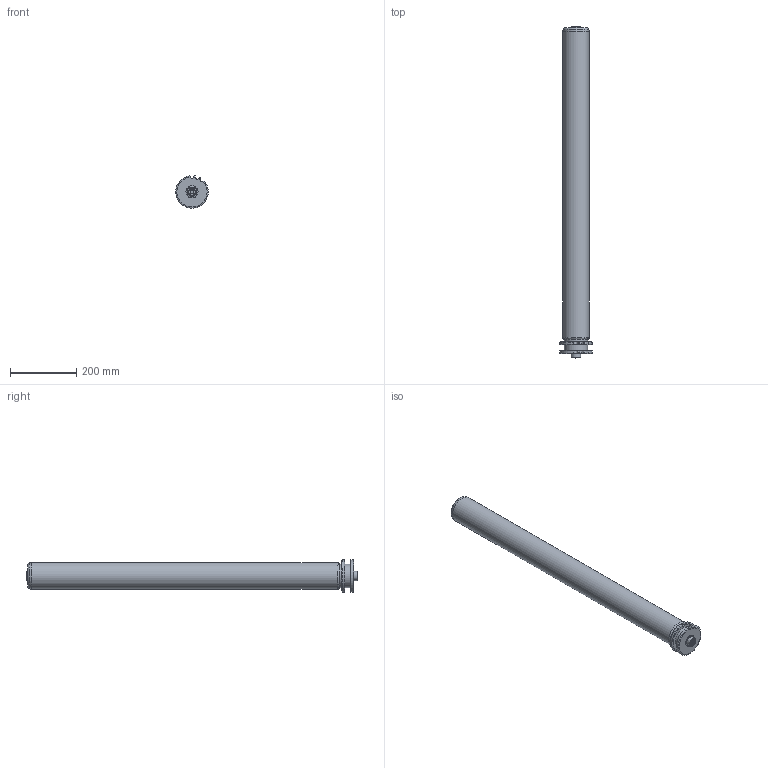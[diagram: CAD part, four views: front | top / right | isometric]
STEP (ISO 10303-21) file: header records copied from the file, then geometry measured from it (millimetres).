
FILE_DESCRIPTION(/* description */ (''),/* implementation_level */ '2;1');
FILE_NAME(/* name */ 'Interroll_R163447_DE10_CR3950_Roller_Series.step',/* time_stamp */ '2019-06-09T14:19:52+02:00',/* author */ ('partner.cideon'),/* organization */ (''),/* preprocessor_version */ 'ST-DEVELOPER v15.6',/* originating_system */ 'Autodesk Inventor 2015',/* authorisation */ '');
FILE_SCHEMA (('AUTOMOTIVE_DESIGN { 1 0 10303 214 3 1 1 }'));
Length unit declared in the file: millimetre
Products named in the file (6): CRxxxx_Tube; CR3950_Sprocket_Steel; CR1450_Housing; CRxxxx_Shaft_Left; CRxxxx_Shaft_Right; CR3950_Roller_Series
Assembly tree (5 placements, depth 2):
  CR3950_Roller_Series
    CRxxxx_Tube
    CR3950_Sprocket_Steel
    CR1450_Housing
    CRxxxx_Shaft_Left
    CRxxxx_Shaft_Right
Bounding box: 97.89 x 1000 x 97.28 mm (x, y, z)
Volume: 4840184.6 mm3; surface area: 341405 mm2
Topology: 8 solids, 8 shells, 80 faces, 172 edges, 113 vertices
Faces by surface type: plane 33, cylinder 27, cone 16, torus 3, bspline 1
Full cylindrical faces by diameter (mm): 10.106 x2, 12 x6, 20 x2, 28 x1, 28.4 x1, 70 x2, 80 x1
Entity records: 2243 total; most frequent: CARTESIAN_POINT 428, DIRECTION 380, ORIENTED_EDGE 298, AXIS2_PLACEMENT_3D 166, EDGE_CURVE 149, EDGE_LOOP 119, VERTEX_POINT 112, FACE_OUTER_BOUND 80
